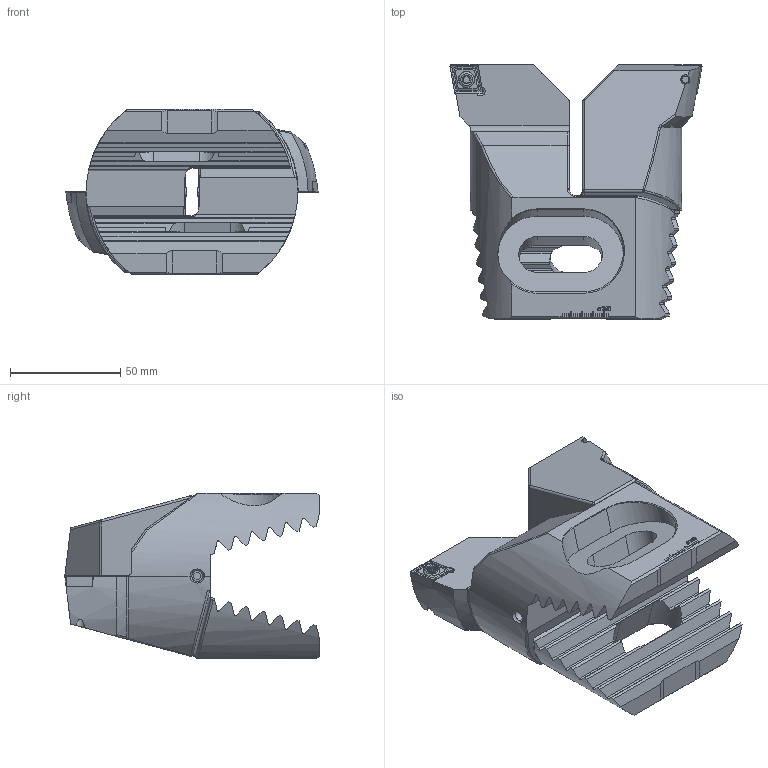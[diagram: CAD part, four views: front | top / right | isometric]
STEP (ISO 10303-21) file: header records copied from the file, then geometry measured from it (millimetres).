
FILE_DESCRIPTION (( 'STEP AP203' ), '1' );
FILE_NAME ('Z94-WCC.B11.067.STEP', '2017-02-16T11:00:37', ( 'SWIAdmin' ), ( 'Hewlett-Packard Company' ), 'SwSTEP 2.0', 'SolidWorks 2015', '' );
FILE_SCHEMA (( 'CONFIG_CONTROL_DESIGN' ));
Length unit declared in the file: millimetre
Products named in the file (5): WCC-ER2.001.010_A; Z94-WCC.B11.067; Z94-xxx.001.067_E; Z94-ER3.001.040; CCMT120404
Assembly tree (8 placements, depth 2):
  Z94-WCC.B11.067
    Z94-xxx.001.067_E  x2
    Z94-ER3.001.040  x2
    CCMT120404  x2
    WCC-ER2.001.010_A  x2
Bounding box: 114.5 x 115.5 x 75.2 mm (x, y, z)
Volume: 343054.1 mm3; surface area: 64566 mm2
Topology: 8 solids, 8 shells, 788 faces, 2074 edges, 1292 vertices
Faces by surface type: plane 448, cylinder 136, bspline 106, cone 66, torus 18, sphere 14
Entity records: 14958 total; most frequent: CARTESIAN_POINT 5344, ORIENTED_EDGE 2046, DIRECTION 1625, EDGE_CURVE 1023, VERTEX_POINT 645, VECTOR 631, LINE 631, AXIS2_PLACEMENT_3D 497
